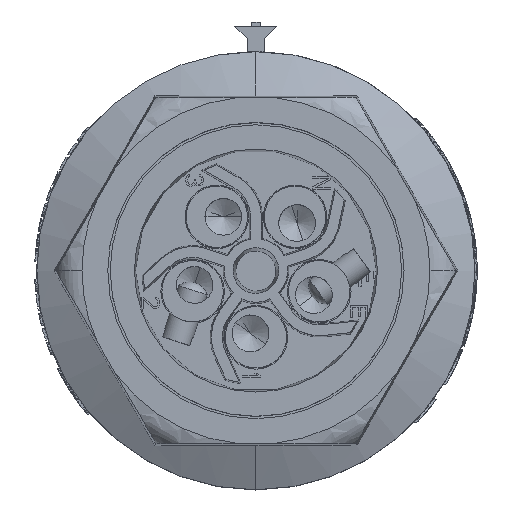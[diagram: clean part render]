
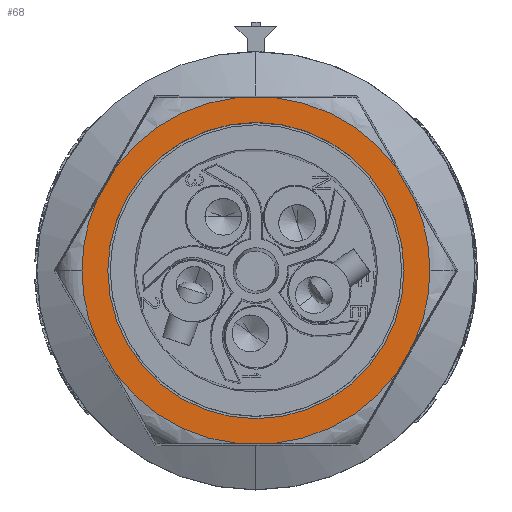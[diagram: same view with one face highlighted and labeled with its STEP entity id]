
A CAD part, top view. The second image highlights one B-rep face of the part: STEP entity #68.
In plain terms, the highlighted planar face has unit normal (0, 0, 1).
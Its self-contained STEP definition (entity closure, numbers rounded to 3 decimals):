
#68=ADVANCED_FACE('',(#3538,#3539),#3540,.F.);
#3538=FACE_OUTER_BOUND('',#10443,.T.);
#3539=FACE_BOUND('',#10444,.T.);
#3540=PLANE('',#10445);
#10443=EDGE_LOOP('',(#22129,#22130,#22131,#22132,#22133,#22134,#22135,#22136,#22137,#22138,#22139,#22140,#22141,#22142));
#10444=EDGE_LOOP('',(#22143,#22144));
#10445=AXIS2_PLACEMENT_3D('',#22145,#22146,#22147);
#22129=ORIENTED_EDGE('',*,*,#50733,.F.);
#22130=ORIENTED_EDGE('',*,*,#50738,.T.);
#22131=ORIENTED_EDGE('',*,*,#50739,.F.);
#22132=ORIENTED_EDGE('',*,*,#50740,.T.);
#22133=ORIENTED_EDGE('',*,*,#50741,.F.);
#22134=ORIENTED_EDGE('',*,*,#48773,.T.);
#22135=ORIENTED_EDGE('',*,*,#50742,.T.);
#22136=ORIENTED_EDGE('',*,*,#50743,.F.);
#22137=ORIENTED_EDGE('',*,*,#50744,.T.);
#22138=ORIENTED_EDGE('',*,*,#50745,.F.);
#22139=ORIENTED_EDGE('',*,*,#50746,.T.);
#22140=ORIENTED_EDGE('',*,*,#50747,.F.);
#22141=ORIENTED_EDGE('',*,*,#50748,.T.);
#22142=ORIENTED_EDGE('',*,*,#48777,.T.);
#22143=ORIENTED_EDGE('',*,*,#50749,.T.);
#22144=ORIENTED_EDGE('',*,*,#50750,.T.);
#22145=CARTESIAN_POINT('',(0.0,0.0,16.0));
#22146=DIRECTION('',(0.0,0.0,-1.0));
#22147=DIRECTION('',(0.0,-1.0,0.0));
#48773=EDGE_CURVE('',#58210,#58207,#58211,.T.);
#48777=EDGE_CURVE('',#58214,#58216,#58218,.T.);
#50733=EDGE_CURVE('',#62119,#58216,#62120,.T.);
#50738=EDGE_CURVE('',#62119,#62125,#62127,.T.);
#50739=EDGE_CURVE('',#62128,#62125,#62129,.T.);
#50740=EDGE_CURVE('',#62128,#62130,#62131,.T.);
#50741=EDGE_CURVE('',#58210,#62130,#62132,.T.);
#50742=EDGE_CURVE('',#58207,#62133,#62134,.T.);
#50743=EDGE_CURVE('',#62135,#62133,#62136,.T.);
#50744=EDGE_CURVE('',#62135,#62137,#62138,.T.);
#50745=EDGE_CURVE('',#62139,#62137,#62140,.T.);
#50746=EDGE_CURVE('',#62139,#62141,#62142,.T.);
#50747=EDGE_CURVE('',#62143,#62141,#62144,.T.);
#50748=EDGE_CURVE('',#62143,#58214,#62145,.T.);
#50749=EDGE_CURVE('',#62146,#62147,#62148,.T.);
#50750=EDGE_CURVE('',#62147,#62146,#62149,.T.);
#58207=VERTEX_POINT('',#74259);
#58210=VERTEX_POINT('',#74262);
#58211=CIRCLE('',#74263,19.852);
#58214=VERTEX_POINT('',#74292);
#58216=VERTEX_POINT('',#74294);
#58218=CIRCLE('',#74322,19.852);
#62119=VERTEX_POINT('',#82480);
#62120=LINE('',#82481,#82482);
#62125=VERTEX_POINT('',#82515);
#62127=CIRCLE('',#82543,19.852);
#62128=VERTEX_POINT('',#82544);
#62129=LINE('',#82545,#82546);
#62130=VERTEX_POINT('',#82547);
#62131=CIRCLE('',#82548,19.852);
#62132=LINE('',#82549,#82550);
#62133=VERTEX_POINT('',#82551);
#62134=CIRCLE('',#82552,19.852);
#62135=VERTEX_POINT('',#82553);
#62136=LINE('',#82554,#82555);
#62137=VERTEX_POINT('',#82556);
#62138=CIRCLE('',#82557,19.852);
#62139=VERTEX_POINT('',#82558);
#62140=LINE('',#82559,#82560);
#62141=VERTEX_POINT('',#82561);
#62142=CIRCLE('',#82562,19.852);
#62143=VERTEX_POINT('',#82563);
#62144=LINE('',#82564,#82565);
#62145=CIRCLE('',#82566,19.852);
#62146=VERTEX_POINT('',#82567);
#62147=VERTEX_POINT('',#82568);
#62148=CIRCLE('',#82569,16.9);
#62149=CIRCLE('',#82570,16.9);
#74259=CARTESIAN_POINT('',(19.852,0.,16.0));
#74262=CARTESIAN_POINT('',(18.153,-8.034,16.0));
#74263=AXIS2_PLACEMENT_3D('',#107476,#107477,#107478);
#74292=CARTESIAN_POINT('',(-19.852,0.,16.0));
#74294=CARTESIAN_POINT('',(-18.153,-8.034,16.0));
#74322=AXIS2_PLACEMENT_3D('',#107482,#107483,#107484);
#82480=CARTESIAN_POINT('',(-16.035,-11.704,16.0));
#82481=CARTESIAN_POINT('',(-16.035,-11.704,16.0));
#82482=VECTOR('',#109091,4.237);
#82515=CARTESIAN_POINT('',(-2.118,-19.738,16.0));
#82543=AXIS2_PLACEMENT_3D('',#109094,#109095,#109096);
#82544=CARTESIAN_POINT('',(2.118,-19.738,16.0));
#82545=CARTESIAN_POINT('',(2.118,-19.738,16.0));
#82546=VECTOR('',#109097,4.237);
#82547=CARTESIAN_POINT('',(16.035,-11.704,16.0));
#82548=AXIS2_PLACEMENT_3D('',#109098,#109099,#109100);
#82549=CARTESIAN_POINT('',(18.153,-8.034,16.0));
#82550=VECTOR('',#109101,4.237);
#82551=CARTESIAN_POINT('',(18.153,8.034,16.0));
#82552=AXIS2_PLACEMENT_3D('',#109102,#109103,#109104);
#82553=CARTESIAN_POINT('',(16.035,11.704,16.0));
#82554=CARTESIAN_POINT('',(16.035,11.704,16.0));
#82555=VECTOR('',#109105,4.237);
#82556=CARTESIAN_POINT('',(2.118,19.738,16.0));
#82557=AXIS2_PLACEMENT_3D('',#109106,#109107,#109108);
#82558=CARTESIAN_POINT('',(-2.118,19.738,16.0));
#82559=CARTESIAN_POINT('',(-2.118,19.738,16.0));
#82560=VECTOR('',#109109,4.237);
#82561=CARTESIAN_POINT('',(-16.035,11.704,16.0));
#82562=AXIS2_PLACEMENT_3D('',#109110,#109111,#109112);
#82563=CARTESIAN_POINT('',(-18.153,8.034,16.0));
#82564=CARTESIAN_POINT('',(-18.153,8.034,16.0));
#82565=VECTOR('',#109113,4.237);
#82566=AXIS2_PLACEMENT_3D('',#109114,#109115,#109116);
#82567=CARTESIAN_POINT('',(-16.9,0.0,16.0));
#82568=CARTESIAN_POINT('',(16.9,0.0,16.0));
#82569=AXIS2_PLACEMENT_3D('',#109117,#109118,#109119);
#82570=AXIS2_PLACEMENT_3D('',#109120,#109121,#109122);
#107476=CARTESIAN_POINT('',(0.0,0.0,16.0));
#107477=DIRECTION('',(0.0,0.0,1.0));
#107478=DIRECTION('',(0.914,-0.405,0.0));
#107482=CARTESIAN_POINT('',(0.0,0.0,16.0));
#107483=DIRECTION('',(0.0,0.0,1.0));
#107484=DIRECTION('',(-0.914,0.405,0.0));
#109091=DIRECTION('',(-0.5,0.866,0.0));
#109094=CARTESIAN_POINT('',(0.0,0.0,16.0));
#109095=DIRECTION('',(0.0,0.0,1.0));
#109096=DIRECTION('',(-0.808,-0.59,0.0));
#109097=DIRECTION('',(-1.0,0.0,0.0));
#109098=CARTESIAN_POINT('',(0.0,0.0,16.0));
#109099=DIRECTION('',(0.0,0.0,1.0));
#109100=DIRECTION('',(0.107,-0.994,0.0));
#109101=DIRECTION('',(-0.5,-0.866,0.0));
#109102=CARTESIAN_POINT('',(0.0,0.0,16.0));
#109103=DIRECTION('',(0.0,0.0,1.0));
#109104=DIRECTION('',(0.914,-0.405,0.0));
#109105=DIRECTION('',(0.5,-0.866,0.0));
#109106=CARTESIAN_POINT('',(0.0,0.0,16.0));
#109107=DIRECTION('',(0.0,-0.0,1.0));
#109108=DIRECTION('',(0.808,0.59,0.0));
#109109=DIRECTION('',(1.0,0.0,0.0));
#109110=CARTESIAN_POINT('',(0.0,0.0,16.0));
#109111=DIRECTION('',(0.0,0.0,1.0));
#109112=DIRECTION('',(-0.107,0.994,0.0));
#109113=DIRECTION('',(0.5,0.866,0.0));
#109114=CARTESIAN_POINT('',(0.0,0.0,16.0));
#109115=DIRECTION('',(0.0,0.0,1.0));
#109116=DIRECTION('',(-0.914,0.405,0.0));
#109117=CARTESIAN_POINT('',(0.0,0.0,16.0));
#109118=DIRECTION('',(0.0,0.0,-1.0));
#109119=DIRECTION('',(-1.0,0.0,0.0));
#109120=CARTESIAN_POINT('',(0.0,0.0,16.0));
#109121=DIRECTION('',(0.0,0.0,-1.0));
#109122=DIRECTION('',(1.0,0.0,0.0));
